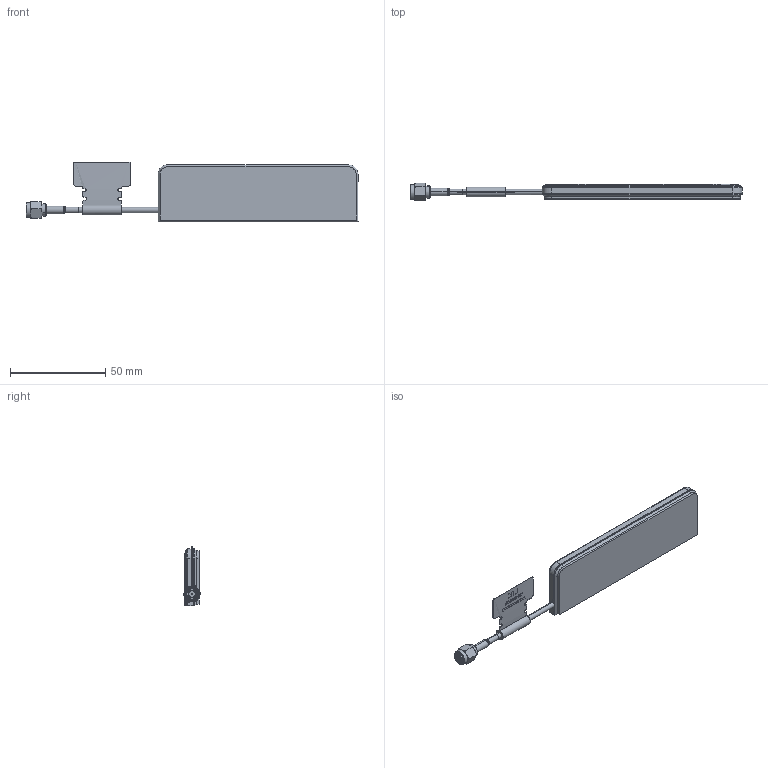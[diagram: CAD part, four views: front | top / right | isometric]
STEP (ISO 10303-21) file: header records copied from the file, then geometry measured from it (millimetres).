
FILE_DESCRIPTION (( 'STEP AP214' ), '1' );
FILE_NAME ('GSA.8827.A.101111_web.STEP', '2022-03-16T09:40:45', ( '' ), ( '' ), 'SwSTEP 2.0', 'SolidWorks 2018', '' );
FILE_SCHEMA (( 'AUTOMOTIVE_DESIGN' ));
Length unit declared in the file: millimetre
Products named in the file (1): GSA.8827.A.101111_web
Bounding box: 174.4 x 9.16 x 31.5 mm (x, y, z)
Surface area: 11510 mm2 (no closed solid volume)
Topology: 0 solids, 7 shells, 223 faces, 888 edges, 676 vertices
Faces by surface type: plane 118, cylinder 66, torus 18, cone 13, bspline 8
Entity records: 17012 total; most frequent: CARTESIAN_POINT 8856, ORIENTED_EDGE 1629, EDGE_CURVE 887, B_SPLINE_CURVE_WITH_KNOTS 869, VERTEX_POINT 676, DIRECTION 432, EDGE_LOOP 261, UNCERTAINTY_MEASURE_WITH_UNIT 225
